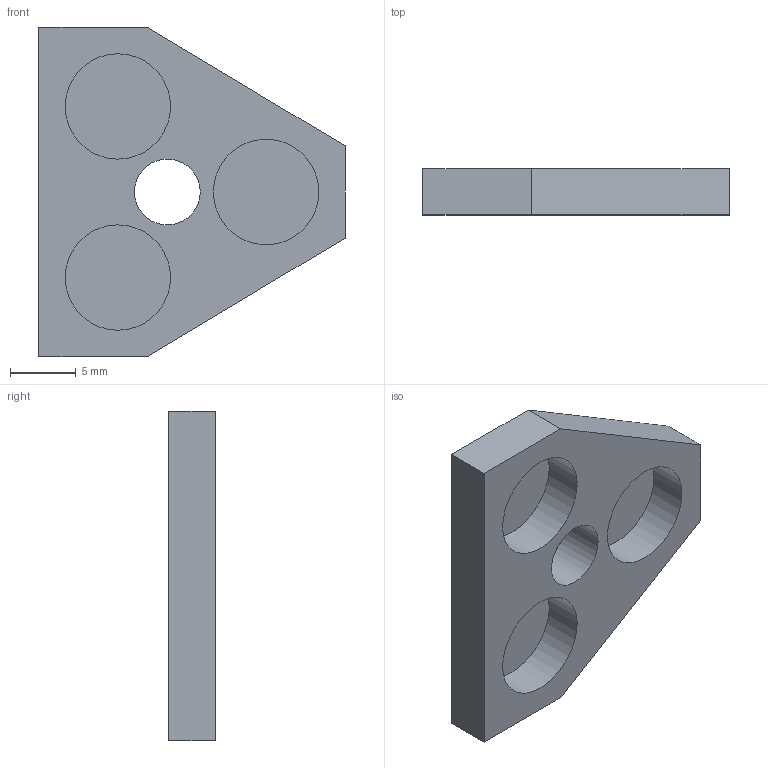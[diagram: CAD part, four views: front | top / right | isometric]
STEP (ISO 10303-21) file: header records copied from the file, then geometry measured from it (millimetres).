
FILE_DESCRIPTION(/* description */ (''),/* implementation_level */ '2;1');
FILE_NAME(/* name */ '30_Cube_Z_Focus_Drylin_NEMA_slide_part2.ipt.step',/* time_stamp */ '2022-11-29T08:19:08+01:00',/* author */ ('diederichbenedict'),/* organization */ (''),/* preprocessor_version */ 'ST-DEVELOPER v18.1',/* originating_system */ 'Autodesk Inventor 2022',/* authorisation */ '');
FILE_SCHEMA (('AUTOMOTIVE_DESIGN { 1 0 10303 214 3 1 1 }'));
Length unit declared in the file: millimetre
Products named in the file (1): 30_Cube_Z_Focus_Drylin_NEMA_slide_part1
Bounding box: 23.25 x 3.5 x 24.99 mm (x, y, z)
Volume: 1040 mm3; surface area: 1426.1 mm2
Topology: 1 solids, 1 shells, 15 faces, 30 edges, 20 vertices
Faces by surface type: plane 11, cylinder 4
Full cylindrical faces by diameter (mm): 5 x1, 8 x3
Entity records: 437 total; most frequent: DIRECTION 70, CARTESIAN_POINT 66, ORIENTED_EDGE 60, EDGE_CURVE 30, AXIS2_PLACEMENT_3D 24, LINE 22, VECTOR 22, EDGE_LOOP 20
